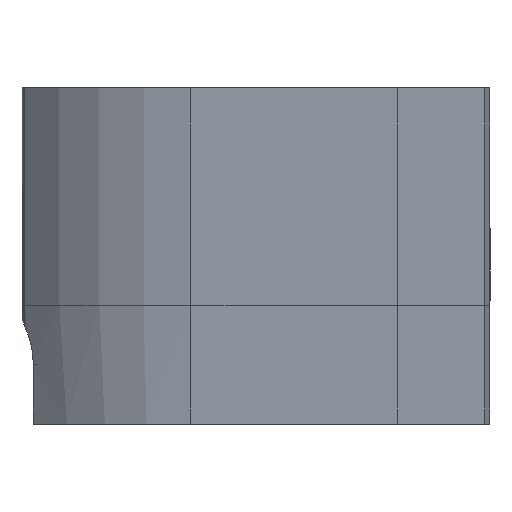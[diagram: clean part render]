
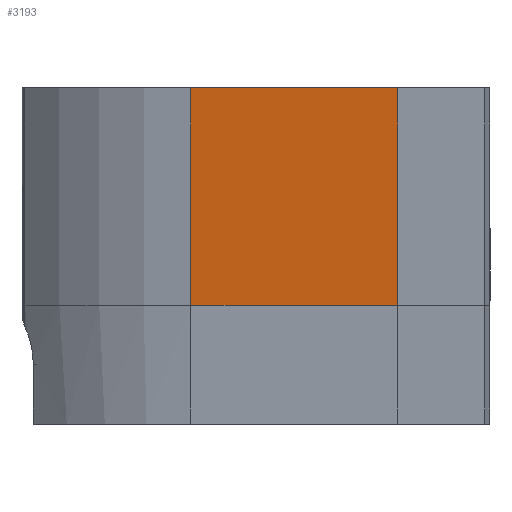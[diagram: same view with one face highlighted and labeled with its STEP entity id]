
A CAD part, left-side view. The second image highlights one B-rep face of the part: STEP entity #3193.
In plain terms, the highlighted planar face has unit normal (-0.981, 0.193, 0).
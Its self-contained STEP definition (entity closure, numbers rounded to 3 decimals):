
#280 = PLANE('',#281);
#281 = AXIS2_PLACEMENT_3D('',#282,#283,#284);
#282 = CARTESIAN_POINT('',(-5.157,-9.481,25.5));
#283 = DIRECTION('',(0.,0.,-1.));
#284 = DIRECTION('',(0.,1.,0.));
#972 = PLANE('',#973);
#973 = AXIS2_PLACEMENT_3D('',#974,#975,#976);
#974 = CARTESIAN_POINT('',(-24.38,-11.5,9.));
#975 = DIRECTION('',(0.981,-0.193,0.)
  );
#976 = DIRECTION('',(0.193,0.981,0.)
  );
#1397 = CYLINDRICAL_SURFACE('',#1398,21.7);
#1398 = AXIS2_PLACEMENT_3D('',#1399,#1400,#1401);
#1399 = CARTESIAN_POINT('',(0.,0.,9.));
#1400 = DIRECTION('',(0.,0.,-1.));
#1401 = DIRECTION('',(1.,0.,0.));
#1594 = VERTEX_POINT('',#1595);
#1595 = CARTESIAN_POINT('',(-24.38,-11.5,25.5));
#1609 = PLANE('',#1610);
#1610 = AXIS2_PLACEMENT_3D('',#1611,#1612,#1613);
#1611 = CARTESIAN_POINT('',(-24.38,-11.5,9.));
#1612 = DIRECTION('',(0.981,-0.193,0.)
  );
#1613 = DIRECTION('',(-0.193,-0.981,0.
    ));
#1621 = EDGE_CURVE('',#1622,#1594,#1624,.T.);
#1622 = VERTEX_POINT('',#1623);
#1623 = CARTESIAN_POINT('',(-21.291,4.191,25.5));
#1624 = SURFACE_CURVE('',#1625,(#1629,#1636),.PCURVE_S1.);
#1625 = LINE('',#1626,#1627);
#1626 = CARTESIAN_POINT('',(-21.291,4.191,25.5));
#1627 = VECTOR('',#1628,1.);
#1628 = DIRECTION('',(-0.193,-0.981,0.
    ));
#1629 = PCURVE('',#280,#1630);
#1630 = DEFINITIONAL_REPRESENTATION('',(#1631),#1635);
#1631 = LINE('',#1632,#1633);
#1632 = CARTESIAN_POINT('',(13.672,-16.135));
#1633 = VECTOR('',#1634,1.);
#1634 = DIRECTION('',(-0.981,-0.193));
#1635 = ( GEOMETRIC_REPRESENTATION_CONTEXT(2) 
PARAMETRIC_REPRESENTATION_CONTEXT() REPRESENTATION_CONTEXT('2D SPACE',''
  ) );
#1636 = PCURVE('',#1637,#1642);
#1637 = PLANE('',#1638);
#1638 = AXIS2_PLACEMENT_3D('',#1639,#1640,#1641);
#1639 = CARTESIAN_POINT('',(-21.291,4.191,9.));
#1640 = DIRECTION('',(0.981,-0.193,0.)
  );
#1641 = DIRECTION('',(-0.193,-0.981,0.
    ));
#1642 = DEFINITIONAL_REPRESENTATION('',(#1643),#1647);
#1643 = LINE('',#1644,#1645);
#1644 = CARTESIAN_POINT('',(0.,-16.5));
#1645 = VECTOR('',#1646,1.);
#1646 = DIRECTION('',(1.,0.));
#1647 = ( GEOMETRIC_REPRESENTATION_CONTEXT(2) 
PARAMETRIC_REPRESENTATION_CONTEXT() REPRESENTATION_CONTEXT('2D SPACE',''
  ) );
#1757 = VERTEX_POINT('',#1758);
#1758 = CARTESIAN_POINT('',(-21.291,4.191,9.));
#1828 = VERTEX_POINT('',#1829);
#1829 = CARTESIAN_POINT('',(-24.38,-11.5,9.));
#1852 = EDGE_CURVE('',#1828,#1757,#1853,.T.);
#1853 = SURFACE_CURVE('',#1854,(#1858,#1865),.PCURVE_S1.);
#1854 = LINE('',#1855,#1856);
#1855 = CARTESIAN_POINT('',(-24.38,-11.5,9.));
#1856 = VECTOR('',#1857,1.);
#1857 = DIRECTION('',(0.193,0.981,0.)
  );
#1858 = PCURVE('',#972,#1859);
#1859 = DEFINITIONAL_REPRESENTATION('',(#1860),#1864);
#1860 = LINE('',#1861,#1862);
#1861 = CARTESIAN_POINT('',(0.,0.));
#1862 = VECTOR('',#1863,1.);
#1863 = DIRECTION('',(1.,0.));
#1864 = ( GEOMETRIC_REPRESENTATION_CONTEXT(2) 
PARAMETRIC_REPRESENTATION_CONTEXT() REPRESENTATION_CONTEXT('2D SPACE',''
  ) );
#1865 = PCURVE('',#1637,#1866);
#1866 = DEFINITIONAL_REPRESENTATION('',(#1867),#1871);
#1867 = LINE('',#1868,#1869);
#1868 = CARTESIAN_POINT('',(15.992,0.));
#1869 = VECTOR('',#1870,1.);
#1870 = DIRECTION('',(-1.,0.));
#1871 = ( GEOMETRIC_REPRESENTATION_CONTEXT(2) 
PARAMETRIC_REPRESENTATION_CONTEXT() REPRESENTATION_CONTEXT('2D SPACE',''
  ) );
#3064 = EDGE_CURVE('',#1757,#1622,#3065,.T.);
#3065 = SURFACE_CURVE('',#3066,(#3070,#3077),.PCURVE_S1.);
#3066 = LINE('',#3067,#3068);
#3067 = CARTESIAN_POINT('',(-21.291,4.191,9.));
#3068 = VECTOR('',#3069,1.);
#3069 = DIRECTION('',(0.,0.,1.));
#3070 = PCURVE('',#1397,#3071);
#3071 = DEFINITIONAL_REPRESENTATION('',(#3072),#3076);
#3072 = LINE('',#3073,#3074);
#3073 = CARTESIAN_POINT('',(-2.947,0.));
#3074 = VECTOR('',#3075,1.);
#3075 = DIRECTION('',(-0.,-1.));
#3076 = ( GEOMETRIC_REPRESENTATION_CONTEXT(2) 
PARAMETRIC_REPRESENTATION_CONTEXT() REPRESENTATION_CONTEXT('2D SPACE',''
  ) );
#3077 = PCURVE('',#1637,#3078);
#3078 = DEFINITIONAL_REPRESENTATION('',(#3079),#3083);
#3079 = LINE('',#3080,#3081);
#3080 = CARTESIAN_POINT('',(0.,0.));
#3081 = VECTOR('',#3082,1.);
#3082 = DIRECTION('',(0.,-1.));
#3083 = ( GEOMETRIC_REPRESENTATION_CONTEXT(2) 
PARAMETRIC_REPRESENTATION_CONTEXT() REPRESENTATION_CONTEXT('2D SPACE',''
  ) );
#3170 = EDGE_CURVE('',#1828,#1594,#3171,.T.);
#3171 = SURFACE_CURVE('',#3172,(#3176,#3183),.PCURVE_S1.);
#3172 = LINE('',#3173,#3174);
#3173 = CARTESIAN_POINT('',(-24.38,-11.5,9.));
#3174 = VECTOR('',#3175,1.);
#3175 = DIRECTION('',(0.,0.,1.));
#3176 = PCURVE('',#1609,#3177);
#3177 = DEFINITIONAL_REPRESENTATION('',(#3178),#3182);
#3178 = LINE('',#3179,#3180);
#3179 = CARTESIAN_POINT('',(0.,0.));
#3180 = VECTOR('',#3181,1.);
#3181 = DIRECTION('',(0.,-1.));
#3182 = ( GEOMETRIC_REPRESENTATION_CONTEXT(2) 
PARAMETRIC_REPRESENTATION_CONTEXT() REPRESENTATION_CONTEXT('2D SPACE',''
  ) );
#3183 = PCURVE('',#1637,#3184);
#3184 = DEFINITIONAL_REPRESENTATION('',(#3185),#3189);
#3185 = LINE('',#3186,#3187);
#3186 = CARTESIAN_POINT('',(15.992,0.));
#3187 = VECTOR('',#3188,1.);
#3188 = DIRECTION('',(0.,-1.));
#3189 = ( GEOMETRIC_REPRESENTATION_CONTEXT(2) 
PARAMETRIC_REPRESENTATION_CONTEXT() REPRESENTATION_CONTEXT('2D SPACE',''
  ) );
#3193 = ADVANCED_FACE('',(#3194),#1637,.F.);
#3194 = FACE_BOUND('',#3195,.F.);
#3195 = EDGE_LOOP('',(#3196,#3197,#3198,#3199));
#3196 = ORIENTED_EDGE('',*,*,#3064,.T.);
#3197 = ORIENTED_EDGE('',*,*,#1621,.T.);
#3198 = ORIENTED_EDGE('',*,*,#3170,.F.);
#3199 = ORIENTED_EDGE('',*,*,#1852,.T.);
